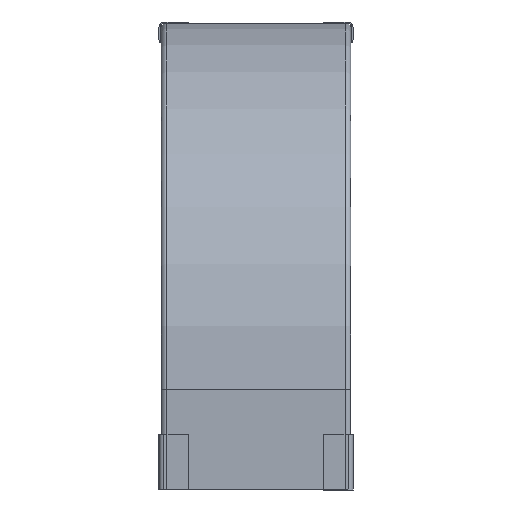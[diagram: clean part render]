
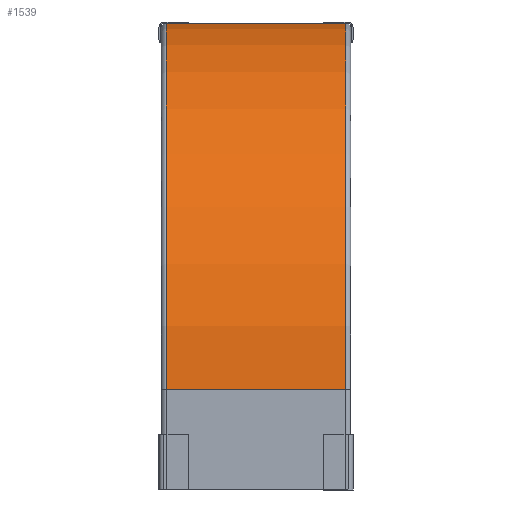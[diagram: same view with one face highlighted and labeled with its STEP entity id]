
A CAD part, left-side view. The second image highlights one B-rep face of the part: STEP entity #1539.
In plain terms, the highlighted cylindrical face has radius 200.75 mm (diameter 401.5 mm), a partial arc.
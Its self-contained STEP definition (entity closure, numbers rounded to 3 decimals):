
#56=CYLINDRICAL_SURFACE('',#1695,200.75);
#134=FACE_OUTER_BOUND('',#223,.T.);
#223=EDGE_LOOP('',(#1330,#1331,#1332,#1333));
#292=CIRCLE('',#1681,200.75);
#301=CIRCLE('',#1694,200.75);
#422=LINE('',#2524,#573);
#438=LINE('',#2580,#589);
#573=VECTOR('',#2053,1.);
#589=VECTOR('',#2117,1.);
#707=VERTEX_POINT('',#2485);
#719=VERTEX_POINT('',#2515);
#731=VERTEX_POINT('',#2554);
#737=VERTEX_POINT('',#2574);
#914=EDGE_CURVE('',#719,#707,#422,.T.);
#931=EDGE_CURVE('',#731,#707,#292,.T.);
#942=EDGE_CURVE('',#737,#719,#301,.T.);
#943=EDGE_CURVE('',#737,#731,#438,.T.);
#1330=ORIENTED_EDGE('',*,*,#943,.F.);
#1331=ORIENTED_EDGE('',*,*,#942,.T.);
#1332=ORIENTED_EDGE('',*,*,#914,.T.);
#1333=ORIENTED_EDGE('',*,*,#931,.F.);
#1539=ADVANCED_FACE('',(#134),#56,.T.);
#1681=AXIS2_PLACEMENT_3D('',#2557,#2085,#2086);
#1694=AXIS2_PLACEMENT_3D('',#2578,#2113,#2114);
#1695=AXIS2_PLACEMENT_3D('',#2579,#2115,#2116);
#2053=DIRECTION('',(0.,1.,0.));
#2085=DIRECTION('center_axis',(0.,1.,0.));
#2086=DIRECTION('ref_axis',(-1.,0.,0.));
#2113=DIRECTION('center_axis',(0.,1.,0.));
#2114=DIRECTION('ref_axis',(-1.,0.,0.));
#2115=DIRECTION('center_axis',(0.,1.,0.));
#2116=DIRECTION('ref_axis',(-1.,0.,0.));
#2117=DIRECTION('',(0.,1.,0.));
#2485=CARTESIAN_POINT('',(219.546,115.304,255.552));
#2515=CARTESIAN_POINT('',(219.546,16.907,255.552));
#2524=CARTESIAN_POINT('',(219.546,115.304,255.552));
#2554=CARTESIAN_POINT('',(18.796,115.304,54.802));
#2557=CARTESIAN_POINT('Origin',(219.546,115.304,54.802));
#2574=CARTESIAN_POINT('',(18.796,16.907,54.802));
#2578=CARTESIAN_POINT('Origin',(219.546,16.907,54.802));
#2579=CARTESIAN_POINT('Origin',(219.546,41.507,54.802));
#2580=CARTESIAN_POINT('',(18.796,115.304,54.802));
